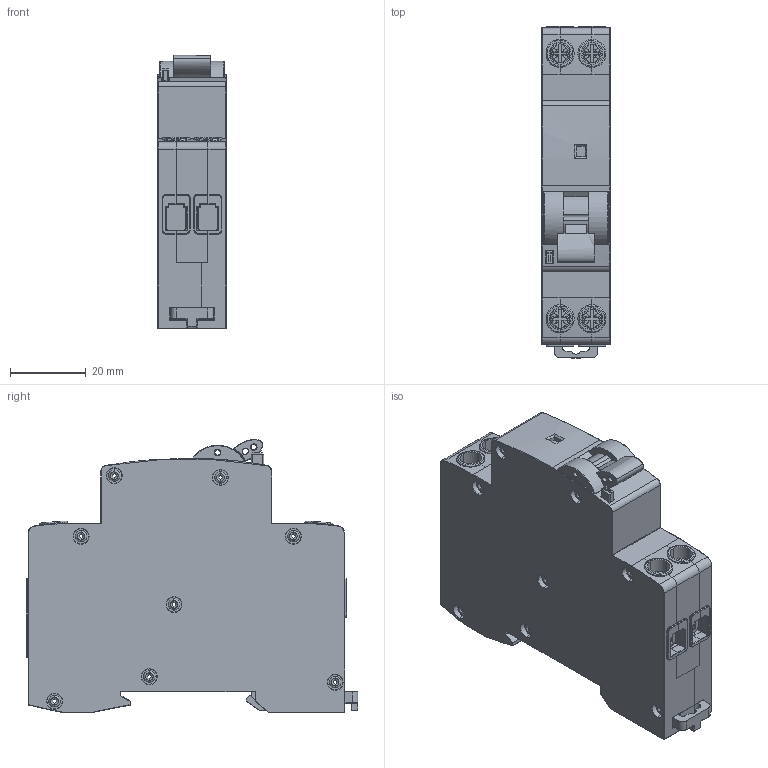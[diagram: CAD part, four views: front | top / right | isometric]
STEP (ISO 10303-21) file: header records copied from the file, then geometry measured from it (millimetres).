
FILE_DESCRIPTION (( 'STEP AP214' ), '1' );
FILE_NAME ('Äèô. àâòîìàò 6…32À 10…100ìÀ 1ìîä. õ-êà Â(C) ýë. òèï A(ÀÑ) 6êÀ ÀÂÄÒ-63Ì EKF PROxima (DA63M-6…32-10…100).STEP', '2024-08-21T10:31:06', ( '' ), ( '' ), 'SwSTEP 2.0', 'SolidWorks 2021', '' );
FILE_SCHEMA (( 'AUTOMOTIVE_DESIGN' ));
Length unit declared in the file: millimetre
Products named in the file (1): Äèô. àâòîìàò 6…32À 10…100ìÀ 1ìîä. õ-êà Â(C) ýë. òèï A(ÀÑ) 6êÀ ÀÂÄÒ-63Ì EKF PROxima (DA63M-6…32-10…100)
Bounding box: 18 x 87.5 x 72.05 mm (x, y, z)
Volume: 79992.2 mm3; surface area: 26981.9 mm2
Topology: 25 solids, 25 shells, 1234 faces, 2971 edges, 1776 vertices
Faces by surface type: plane 511, cylinder 466, torus 209, sphere 28, bspline 18, cone 2
Entity records: 38611 total; most frequent: CARTESIAN_POINT 8913, DIRECTION 6253, ORIENTED_EDGE 5896, EDGE_CURVE 2948, AXIS2_PLACEMENT_3D 2296, VERTEX_POINT 1776, VECTOR 1661, LINE 1661
